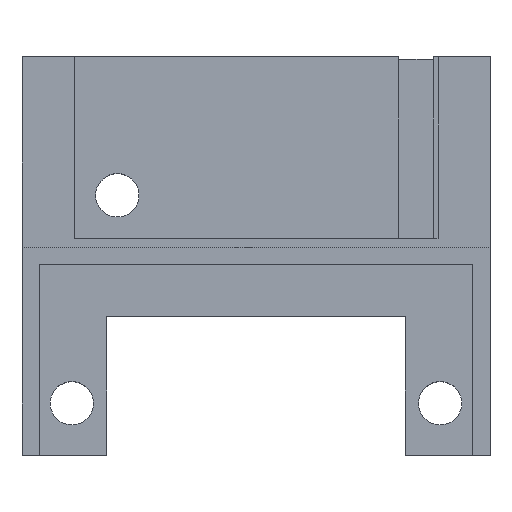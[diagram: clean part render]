
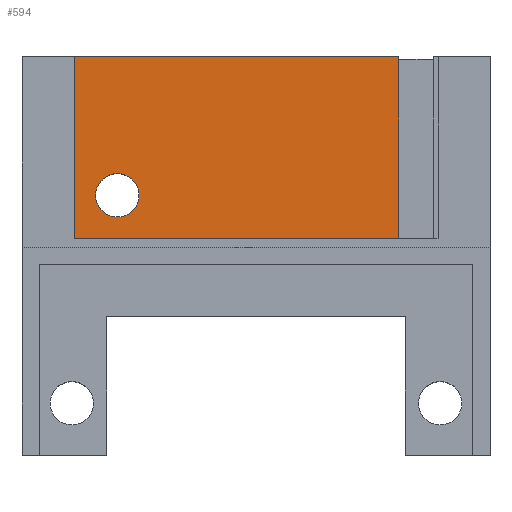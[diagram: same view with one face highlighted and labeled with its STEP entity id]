
A CAD part, top view. The second image highlights one B-rep face of the part: STEP entity #594.
In plain terms, the highlighted planar face has unit normal (0, 0, 1).
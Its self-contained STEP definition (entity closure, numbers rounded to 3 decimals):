
#23=FACE_BOUND('',#66,.T.);
#34=FACE_OUTER_BOUND('',#65,.T.);
#65=EDGE_LOOP('',(#420,#421,#422,#423));
#66=EDGE_LOOP('',(#424));
#99=CIRCLE('',#648,1.25);
#107=LINE('',#848,#180);
#117=LINE('',#872,#190);
#124=LINE('',#886,#197);
#125=LINE('',#887,#198);
#180=VECTOR('',#687,10.);
#190=VECTOR('',#707,10.);
#197=VECTOR('',#718,10.);
#198=VECTOR('',#719,10.);
#253=VERTEX_POINT('',#846);
#254=VERTEX_POINT('',#847);
#263=VERTEX_POINT('',#871);
#268=VERTEX_POINT('',#885);
#269=VERTEX_POINT('',#888);
#309=EDGE_CURVE('',#253,#254,#107,.T.);
#321=EDGE_CURVE('',#253,#263,#117,.T.);
#328=EDGE_CURVE('',#268,#254,#124,.T.);
#329=EDGE_CURVE('',#263,#268,#125,.T.);
#330=EDGE_CURVE('',#269,#269,#99,.T.);
#420=ORIENTED_EDGE('',*,*,#309,.T.);
#421=ORIENTED_EDGE('',*,*,#328,.F.);
#422=ORIENTED_EDGE('',*,*,#329,.F.);
#423=ORIENTED_EDGE('',*,*,#321,.F.);
#424=ORIENTED_EDGE('',*,*,#330,.T.);
#569=PLANE('',#647);
#594=ADVANCED_FACE('',(#34,#23),#569,.F.);
#647=AXIS2_PLACEMENT_3D('',#884,#716,#717);
#648=AXIS2_PLACEMENT_3D('',#889,#720,#721);
#687=DIRECTION('',(0.,1.,0.));
#707=DIRECTION('',(-1.,0.,0.));
#716=DIRECTION('center_axis',(0.,0.,-1.));
#717=DIRECTION('ref_axis',(-1.,0.,0.));
#718=DIRECTION('',(1.,0.,0.));
#719=DIRECTION('',(0.,1.,0.));
#720=DIRECTION('center_axis',(0.,0.,-1.));
#721=DIRECTION('ref_axis',(1.,0.,0.));
#846=CARTESIAN_POINT('',(8.23,6.5,1.5));
#847=CARTESIAN_POINT('',(8.23,17.,1.5));
#848=CARTESIAN_POINT('',(8.23,9.875,1.5));
#871=CARTESIAN_POINT('',(-10.5,6.5,1.5));
#872=CARTESIAN_POINT('',(-10.5,6.5,1.5));
#884=CARTESIAN_POINT('Origin',(0.,13.25,1.5));
#885=CARTESIAN_POINT('',(-10.5,17.,1.5));
#886=CARTESIAN_POINT('',(6.75,17.,1.5));
#887=CARTESIAN_POINT('',(-10.5,20.,1.5));
#888=CARTESIAN_POINT('',(-9.25,9.,1.5));
#889=CARTESIAN_POINT('Origin',(-8.,9.,1.5));
